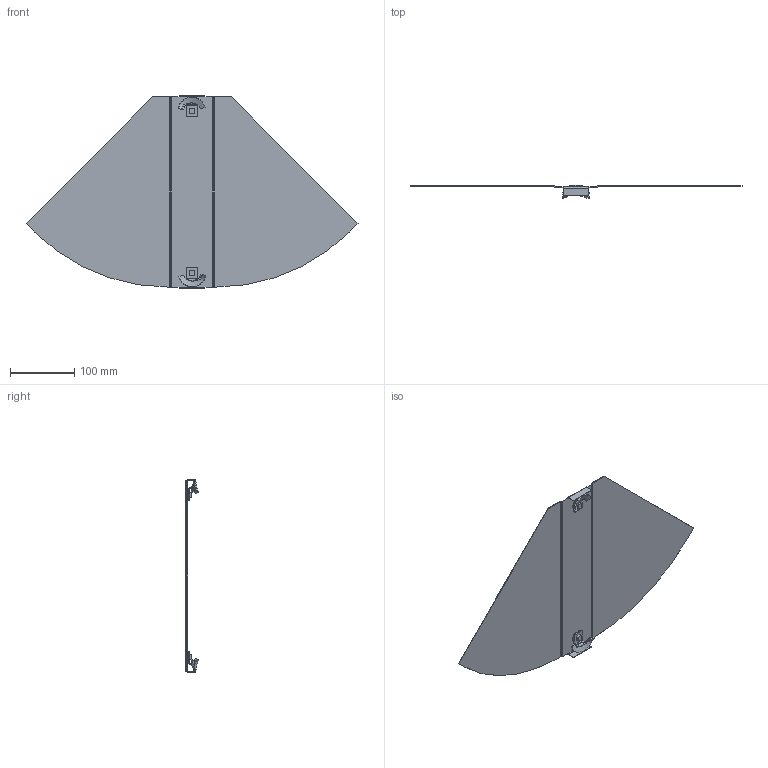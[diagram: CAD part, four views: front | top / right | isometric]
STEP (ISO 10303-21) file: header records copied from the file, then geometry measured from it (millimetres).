
FILE_DESCRIPTION (( 'STEP AP214' ), '1' );
FILE_NAME ('6037506.STEP', '2024-10-25T09:18:56', ( '' ), ( '' ), 'SwSTEP 2.0', 'SolidWorks 2024', '' );
FILE_SCHEMA (( 'AUTOMOTIVE_DESIGN' ));
Length unit declared in the file: millimetre
Products named in the file (4): 6037506; 109905_quadratisch; 099600_Standard; 184111_NB 300
Assembly tree (5 placements, depth 2):
  6037506
    184111_NB 300
    109905_quadratisch  x2
    099600_Standard  x2
Bounding box: 514.98 x 21.16 x 298.5 mm (x, y, z)
Volume: 81787.6 mm3; surface area: 209195 mm2
Topology: 5 solids, 5 shells, 260 faces, 640 edges, 394 vertices
Faces by surface type: plane 116, bspline 68, cylinder 42, cone 26, torus 8
Entity records: 6644 total; most frequent: CARTESIAN_POINT 3015, ORIENTED_EDGE 780, DIRECTION 641, EDGE_CURVE 390, VERTEX_POINT 237, AXIS2_PLACEMENT_3D 228, VECTOR 185, LINE 185
